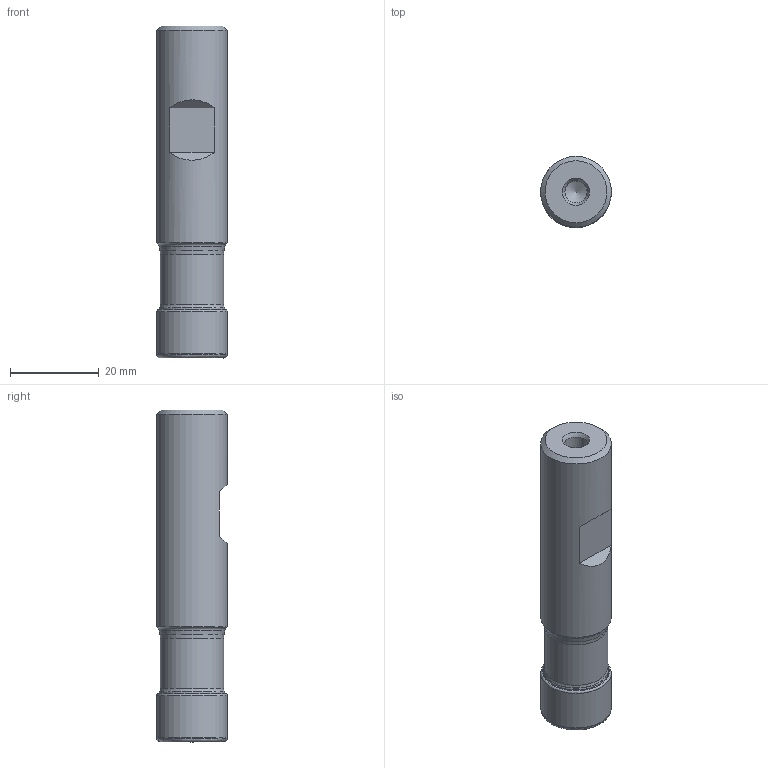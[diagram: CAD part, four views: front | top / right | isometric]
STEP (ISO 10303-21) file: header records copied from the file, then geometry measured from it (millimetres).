
FILE_DESCRIPTION(/* description */ (''),/* implementation_level */ '2;1');
FILE_NAME(/* name */ '202753203ndi000_00.stp',/* time_stamp */ '2019-12-12T10:38:31+01:00',/* author */ (''),/* organization */ (''),/* preprocessor_version */ 'ST-DEVELOPER v16.7',/* originating_system */ 'SIEMENS PLM Software NX 12.0',/* authorisation */ '');
FILE_SCHEMA (('AUTOMOTIVE_DESIGN { 1 0 10303 214 3 1 1 1 }'));
Length unit declared in the file: millimetre
Products named in the file (1): mp5455445DA9e838
Bounding box: 16 x 16 x 75 mm (x, y, z)
Volume: 14927.1 mm3; surface area: 5702.8 mm2
Topology: 2 solids, 2 shells, 46 faces, 95 edges, 53 vertices
Faces by surface type: revolution 20, cone 9, torus 7, plane 6, cylinder 4
Full cylindrical faces by diameter (mm): 5 x1, 14.307 x1, 14.807 x1, 16 x1
Entity records: 1185 total; most frequent: CARTESIAN_POINT 356, DIRECTION 162, ORIENTED_EDGE 96, EDGE_LOOP 88, FACE_BOUND 85, AXIS2_PLACEMENT_3D 69, EDGE_CURVE 48, VERTEX_POINT 47
